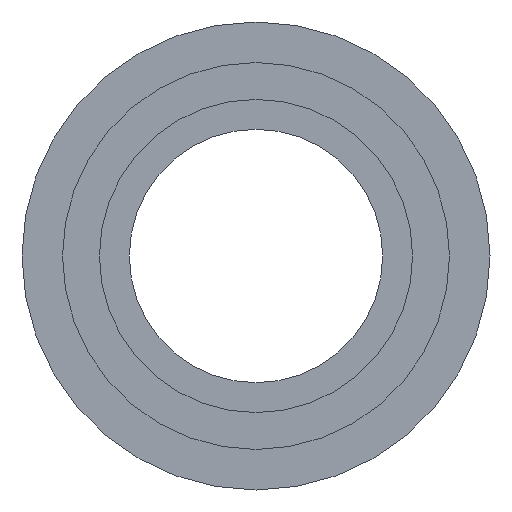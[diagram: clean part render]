
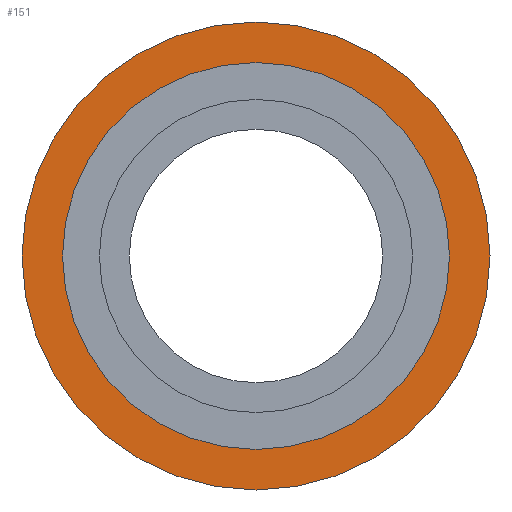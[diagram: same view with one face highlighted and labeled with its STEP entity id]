
A CAD part, front view. The second image highlights one B-rep face of the part: STEP entity #151.
In plain terms, the highlighted planar face has unit normal (0, -1, 0).
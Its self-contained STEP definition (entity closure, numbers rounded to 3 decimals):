
#6 = CIRCLE ( 'NONE', #172, 25.4 ) ;
#13 = VERTEX_POINT ( 'NONE', #450 ) ;
#29 = ORIENTED_EDGE ( 'NONE', *, *, #362, .F. ) ;
#53 = DIRECTION ( 'NONE',  ( 0., 1., 0. ) ) ;
#87 = EDGE_CURVE ( 'NONE', #616, #538, #466, .T. ) ;
#101 = CARTESIAN_POINT ( 'NONE',  ( 0., 5., -20.5 ) ) ;
#110 = AXIS2_PLACEMENT_3D ( 'NONE', #370, #53, #522 ) ;
#134 = EDGE_LOOP ( 'NONE', ( #339, #524 ) ) ;
#136 = VERTEX_POINT ( 'NONE', #343 ) ;
#151 = ADVANCED_FACE ( 'NONE', ( #577, #178 ), #367, .F. ) ;
#172 = AXIS2_PLACEMENT_3D ( 'NONE', #416, #424, #369 ) ;
#176 = AXIS2_PLACEMENT_3D ( 'NONE', #590, #572, #604 ) ;
#178 = FACE_BOUND ( 'NONE', #134, .T. ) ;
#214 = CARTESIAN_POINT ( 'NONE',  ( 0., 5., 20.5 ) ) ;
#225 = EDGE_CURVE ( 'NONE', #538, #616, #426, .T. ) ;
#267 = AXIS2_PLACEMENT_3D ( 'NONE', #566, #568, #571 ) ;
#288 = CARTESIAN_POINT ( 'NONE',  ( 0., 5., 0. ) ) ;
#339 = ORIENTED_EDGE ( 'NONE', *, *, #225, .T. ) ;
#343 = CARTESIAN_POINT ( 'NONE',  ( 0., 5., 25.4 ) ) ;
#362 = EDGE_CURVE ( 'NONE', #136, #13, #463, .T. ) ;
#367 = PLANE ( 'NONE',  #110 ) ;
#369 = DIRECTION ( 'NONE',  ( 0., 0., 1. ) ) ;
#370 = CARTESIAN_POINT ( 'NONE',  ( 20.5, 5., 0. ) ) ;
#389 = DIRECTION ( 'NONE',  ( 0., 0., 1. ) ) ;
#416 = CARTESIAN_POINT ( 'NONE',  ( 0., 5., 0. ) ) ;
#424 = DIRECTION ( 'NONE',  ( 0., 1., 0. ) ) ;
#426 = CIRCLE ( 'NONE', #565, 20.5 ) ;
#450 = CARTESIAN_POINT ( 'NONE',  ( 0., 5., -25.4 ) ) ;
#463 = CIRCLE ( 'NONE', #267, 25.4 ) ;
#465 = EDGE_CURVE ( 'NONE', #13, #136, #6, .T. ) ;
#466 = CIRCLE ( 'NONE', #176, 20.5 ) ;
#468 = ORIENTED_EDGE ( 'NONE', *, *, #465, .F. ) ;
#496 = DIRECTION ( 'NONE',  ( 0., 1., 0. ) ) ;
#522 = DIRECTION ( 'NONE',  ( 0., 0., 1. ) ) ;
#524 = ORIENTED_EDGE ( 'NONE', *, *, #87, .T. ) ;
#538 = VERTEX_POINT ( 'NONE', #214 ) ;
#565 = AXIS2_PLACEMENT_3D ( 'NONE', #288, #496, #389 ) ;
#566 = CARTESIAN_POINT ( 'NONE',  ( 0., 5., 0. ) ) ;
#568 = DIRECTION ( 'NONE',  ( 0., 1., 0. ) ) ;
#571 = DIRECTION ( 'NONE',  ( 0., 0., 1. ) ) ;
#572 = DIRECTION ( 'NONE',  ( 0., 1., 0. ) ) ;
#577 = FACE_OUTER_BOUND ( 'NONE', #581, .T. ) ;
#581 = EDGE_LOOP ( 'NONE', ( #29, #468 ) ) ;
#590 = CARTESIAN_POINT ( 'NONE',  ( 0., 5., 0. ) ) ;
#604 = DIRECTION ( 'NONE',  ( 0., 0., 1. ) ) ;
#616 = VERTEX_POINT ( 'NONE', #101 ) ;
